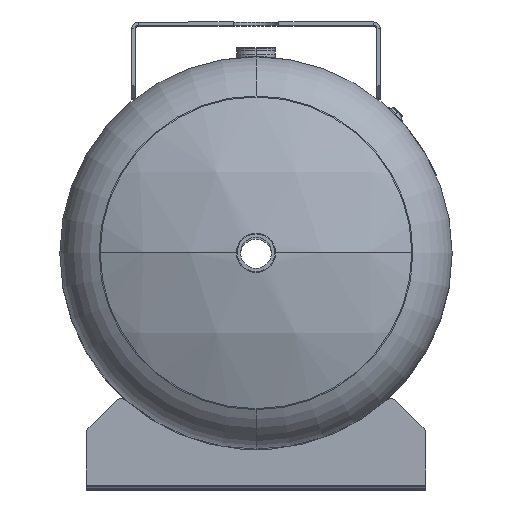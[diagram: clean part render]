
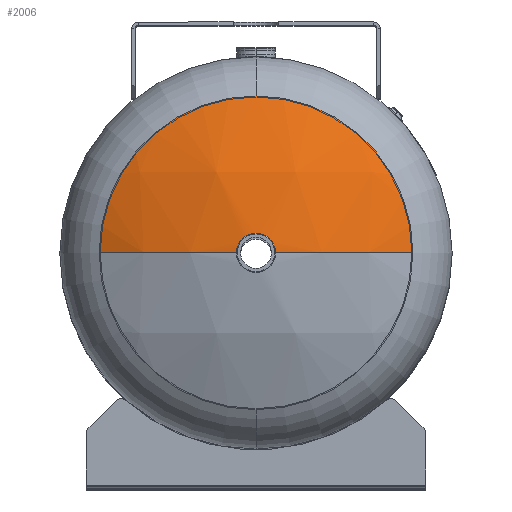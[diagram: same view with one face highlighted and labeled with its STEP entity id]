
A CAD part, top view. The second image highlights one B-rep face of the part: STEP entity #2006.
In plain terms, the highlighted spherical face has radius 685.8 mm.
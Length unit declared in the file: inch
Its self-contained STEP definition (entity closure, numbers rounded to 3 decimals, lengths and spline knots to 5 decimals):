
#238 = EDGE_CURVE ( 'NONE', #7651, #7646, #4265, .T. ) ;
#274 = EDGE_CURVE ( 'NONE', #7654, #7644, #4334, .T. ) ;
#1005 = CARTESIAN_POINT ( 'NONE',  ( 0., 0., 15. ) ) ;
#1006 = DIRECTION ( 'NONE',  ( 0., 1., 0. ) ) ;
#1007 = DIRECTION ( 'NONE',  ( 0., 0., 1. ) ) ;
#1023 = CARTESIAN_POINT ( 'NONE',  ( 0., 0., 15. ) ) ;
#1024 = DIRECTION ( 'NONE',  ( 0., -1., 0. ) ) ;
#1025 = DIRECTION ( 'NONE',  ( 1., 0., 0. ) ) ;
#1108 = CARTESIAN_POINT ( 'NONE',  ( 0., 0., 39.18677 ) ) ;
#1109 = DIRECTION ( 'NONE',  ( 0., 0., -1. ) ) ;
#1110 = DIRECTION ( 'NONE',  ( 0., 1., 0. ) ) ;
#2006 = ADVANCED_FACE ( 'NONE', ( #3598 ), #3599, .T. ) ;
#2191 = EDGE_CURVE ( 'NONE', #7651, #7647, #2484, .T. ) ;
#2201 = EDGE_CURVE ( 'NONE', #7646, #7654, #2490, .T. ) ;
#2214 = EDGE_CURVE ( 'NONE', #7644, #7647, #2503, .T. ) ;
#2364 = AXIS2_PLACEMENT_3D ( 'NONE', #3595, #3602, #3603 ) ;
#2484 = CIRCLE ( 'NONE', #2487, 27. ) ;
#2487 = AXIS2_PLACEMENT_3D ( 'NONE', #1005, #1006, #1007 ) ;
#2490 = CIRCLE ( 'NONE', #2497, 27. ) ;
#2497 = AXIS2_PLACEMENT_3D ( 'NONE', #1023, #1024, #1025 ) ;
#2498 = AXIS2_PLACEMENT_3D ( 'NONE', #1108, #1109, #1110 ) ;
#2503 = CIRCLE ( 'NONE', #2498, 12. ) ;
#3595 = CARTESIAN_POINT ( 'NONE',  ( 0., 0., 15. ) ) ;
#3598 = FACE_OUTER_BOUND ( 'NONE', #5565, .T. ) ;
#3599 = SPHERICAL_SURFACE ( 'NONE', #2364, 27. ) ;
#3602 = DIRECTION ( 'NONE',  ( 0., -1., 0. ) ) ;
#3603 = DIRECTION ( 'NONE',  ( 1., 0., 0. ) ) ;
#4265 = CIRCLE ( 'NONE', #4270, 1.3775 ) ;
#4270 = AXIS2_PLACEMENT_3D ( 'NONE', #7922, #7923, #7924 ) ;
#4334 = CIRCLE ( 'NONE', #4337, 12. ) ;
#4337 = AXIS2_PLACEMENT_3D ( 'NONE', #8030, #8031, #8032 ) ;
#5565 = EDGE_LOOP ( 'NONE', ( #9162, #9163, #9164, #9165, #9166 ) ) ;
#6796 = CARTESIAN_POINT ( 'NONE',  ( 0., 12., 39.18677 ) ) ;
#6798 = CARTESIAN_POINT ( 'NONE',  ( -1.3775, 0., 41.96484 ) ) ;
#6799 = CARTESIAN_POINT ( 'NONE',  ( 12., 0., 39.18677 ) ) ;
#6803 = CARTESIAN_POINT ( 'NONE',  ( 1.3775, 0., 41.96484 ) ) ;
#6806 = CARTESIAN_POINT ( 'NONE',  ( -12., 0., 39.18677 ) ) ;
#7644 = VERTEX_POINT ( 'NONE', #6796 ) ;
#7646 = VERTEX_POINT ( 'NONE', #6798 ) ;
#7647 = VERTEX_POINT ( 'NONE', #6799 ) ;
#7651 = VERTEX_POINT ( 'NONE', #6803 ) ;
#7654 = VERTEX_POINT ( 'NONE', #6806 ) ;
#7922 = CARTESIAN_POINT ( 'NONE',  ( 0., 0., 41.96484 ) ) ;
#7923 = DIRECTION ( 'NONE',  ( 0., 0., 1. ) ) ;
#7924 = DIRECTION ( 'NONE',  ( -1., 0., 0. ) ) ;
#8030 = CARTESIAN_POINT ( 'NONE',  ( 0., 0., 39.18677 ) ) ;
#8031 = DIRECTION ( 'NONE',  ( 0., 0., -1. ) ) ;
#8032 = DIRECTION ( 'NONE',  ( 0., 1., 0. ) ) ;
#9162 = ORIENTED_EDGE ( 'NONE', *, *, #2201, .F. ) ;
#9163 = ORIENTED_EDGE ( 'NONE', *, *, #238, .F. ) ;
#9164 = ORIENTED_EDGE ( 'NONE', *, *, #2191, .T. ) ;
#9165 = ORIENTED_EDGE ( 'NONE', *, *, #2214, .F. ) ;
#9166 = ORIENTED_EDGE ( 'NONE', *, *, #274, .F. ) ;
